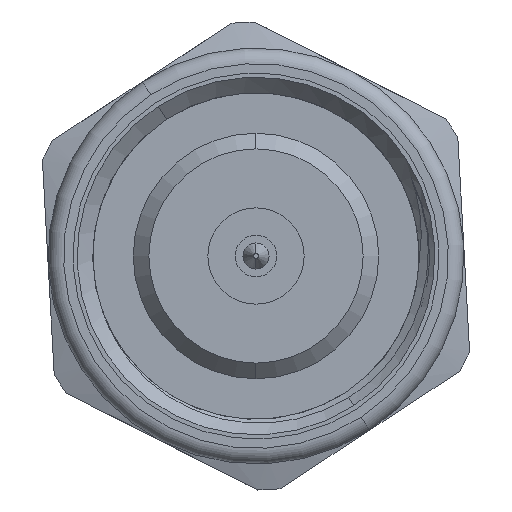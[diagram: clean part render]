
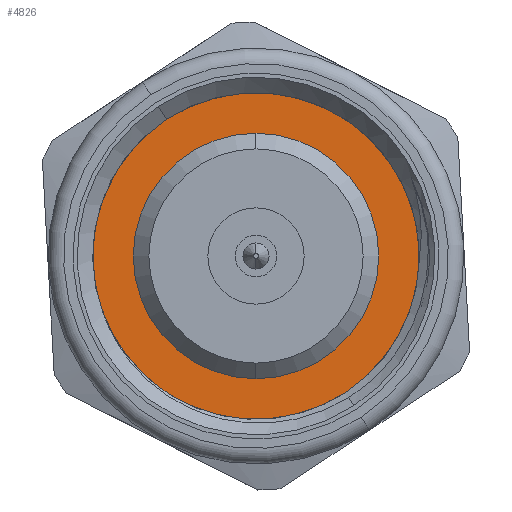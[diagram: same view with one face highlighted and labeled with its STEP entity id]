
A CAD part, front view. The second image highlights one B-rep face of the part: STEP entity #4826.
In plain terms, the highlighted planar face has unit normal (0, -1, 0).
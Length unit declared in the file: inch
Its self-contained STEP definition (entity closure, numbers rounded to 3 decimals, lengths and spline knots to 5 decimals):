
#40 = VERTEX_POINT ( 'NONE', #4180 ) ;
#684 = CIRCLE ( 'NONE', #8723, 0.12598 ) ;
#884 = DIRECTION ( 'NONE',  ( 0., 1., 0. ) ) ;
#1008 = VERTEX_POINT ( 'NONE', #7100 ) ;
#1634 = EDGE_CURVE ( 'NONE', #1008, #6560, #7552, .T. ) ;
#1643 = PLANE ( 'NONE',  #4473 ) ;
#1939 = FACE_OUTER_BOUND ( 'NONE', #2173, .T. ) ;
#2053 = EDGE_CURVE ( 'NONE', #40, #7021, #6660, .T. ) ;
#2173 = EDGE_LOOP ( 'NONE', ( #8837, #8266 ) ) ;
#2244 = DIRECTION ( 'NONE',  ( 0., 1., 0. ) ) ;
#2291 = DIRECTION ( 'NONE',  ( 0., 1., 0. ) ) ;
#2820 = ORIENTED_EDGE ( 'NONE', *, *, #2053, .T. ) ;
#3215 = DIRECTION ( 'NONE',  ( 1., 0., 0. ) ) ;
#3617 = EDGE_CURVE ( 'NONE', #6560, #1008, #684, .T. ) ;
#3946 = DIRECTION ( 'NONE',  ( 0., 0., 1. ) ) ;
#4180 = CARTESIAN_POINT ( 'NONE',  ( 0., 0.13386, 0.09291 ) ) ;
#4264 = ORIENTED_EDGE ( 'NONE', *, *, #5011, .T. ) ;
#4473 = AXIS2_PLACEMENT_3D ( 'NONE', #6349, #9588, #3215 ) ;
#4826 = ADVANCED_FACE ( 'NONE', ( #9894, #1939 ), #1643, .F. ) ;
#4967 = CARTESIAN_POINT ( 'NONE',  ( 0., 0.13386, 0. ) ) ;
#4973 = CARTESIAN_POINT ( 'NONE',  ( 0., 0.13386, -0.09291 ) ) ;
#5011 = EDGE_CURVE ( 'NONE', #7021, #40, #7502, .T. ) ;
#5412 = DIRECTION ( 'NONE',  ( 0., 0., 1. ) ) ;
#5566 = CARTESIAN_POINT ( 'NONE',  ( 0., 0.13386, 0. ) ) ;
#6349 = CARTESIAN_POINT ( 'NONE',  ( 0., 0.13386, 0. ) ) ;
#6560 = VERTEX_POINT ( 'NONE', #7971 ) ;
#6660 = CIRCLE ( 'NONE', #8845, 0.09291 ) ;
#6866 = CARTESIAN_POINT ( 'NONE',  ( 0., 0.13386, 0. ) ) ;
#7021 = VERTEX_POINT ( 'NONE', #4973 ) ;
#7050 = AXIS2_PLACEMENT_3D ( 'NONE', #5566, #2291, #3946 ) ;
#7100 = CARTESIAN_POINT ( 'NONE',  ( 0., 0.13386, 0.12598 ) ) ;
#7502 = CIRCLE ( 'NONE', #10064, 0.09291 ) ;
#7552 = CIRCLE ( 'NONE', #7050, 0.12598 ) ;
#7971 = CARTESIAN_POINT ( 'NONE',  ( 0., 0.13386, -0.12598 ) ) ;
#8176 = DIRECTION ( 'NONE',  ( 0., 0., 1. ) ) ;
#8266 = ORIENTED_EDGE ( 'NONE', *, *, #1634, .F. ) ;
#8698 = DIRECTION ( 'NONE',  ( 0., 0., 1. ) ) ;
#8723 = AXIS2_PLACEMENT_3D ( 'NONE', #10299, #2244, #5412 ) ;
#8837 = ORIENTED_EDGE ( 'NONE', *, *, #3617, .F. ) ;
#8845 = AXIS2_PLACEMENT_3D ( 'NONE', #4967, #884, #8176 ) ;
#9588 = DIRECTION ( 'NONE',  ( 0., 1., 0. ) ) ;
#9597 = EDGE_LOOP ( 'NONE', ( #4264, #2820 ) ) ;
#9894 = FACE_BOUND ( 'NONE', #9597, .T. ) ;
#10064 = AXIS2_PLACEMENT_3D ( 'NONE', #6866, #10109, #8698 ) ;
#10109 = DIRECTION ( 'NONE',  ( 0., 1., 0. ) ) ;
#10299 = CARTESIAN_POINT ( 'NONE',  ( 0., 0.13386, 0. ) ) ;
